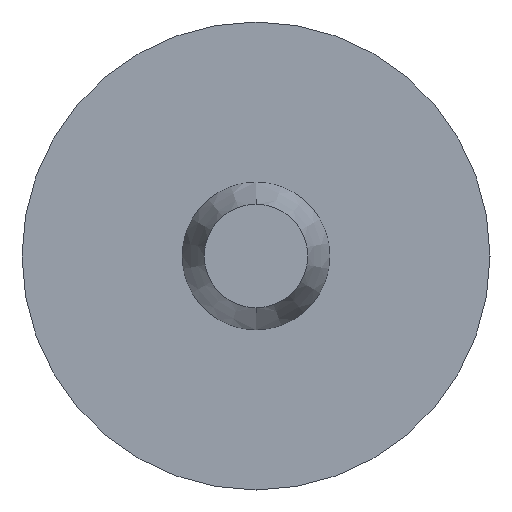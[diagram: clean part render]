
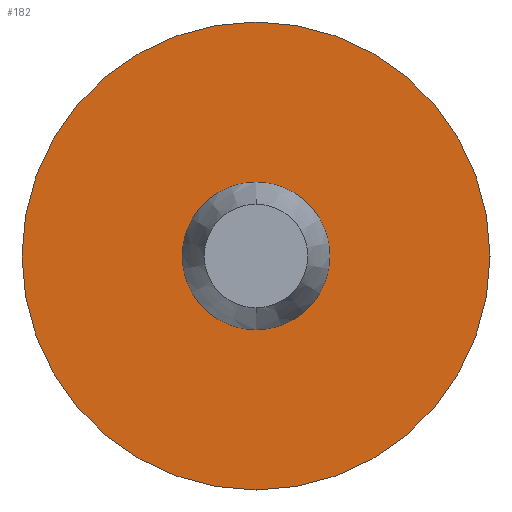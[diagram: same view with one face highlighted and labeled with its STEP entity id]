
A CAD part, front view. The second image highlights one B-rep face of the part: STEP entity #182.
In plain terms, the highlighted planar face has unit normal (0, -1, 0).
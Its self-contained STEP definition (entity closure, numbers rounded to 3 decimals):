
#5 = DIRECTION ( 'NONE',  ( 0., -1., 0. ) ) ;
#7 = AXIS2_PLACEMENT_3D ( 'NONE', #284, #98, #147 ) ;
#16 = EDGE_LOOP ( 'NONE', ( #137, #278 ) ) ;
#29 = DIRECTION ( 'NONE',  ( 0., 0., -1. ) ) ;
#54 = CIRCLE ( 'NONE', #76, 2.1 ) ;
#57 = ORIENTED_EDGE ( 'NONE', *, *, #245, .T. ) ;
#70 = AXIS2_PLACEMENT_3D ( 'NONE', #237, #71, #167 ) ;
#71 = DIRECTION ( 'NONE',  ( 0., -1., 0. ) ) ;
#75 = PLANE ( 'NONE',  #7 ) ;
#76 = AXIS2_PLACEMENT_3D ( 'NONE', #247, #139, #183 ) ;
#80 = VERTEX_POINT ( 'NONE', #160 ) ;
#95 = EDGE_CURVE ( 'NONE', #177, #158, #54, .T. ) ;
#96 = AXIS2_PLACEMENT_3D ( 'NONE', #172, #5, #29 ) ;
#98 = DIRECTION ( 'NONE',  ( 0., 1., 0. ) ) ;
#127 = FACE_BOUND ( 'NONE', #16, .T. ) ;
#137 = ORIENTED_EDGE ( 'NONE', *, *, #95, .F. ) ;
#139 = DIRECTION ( 'NONE',  ( 0., -1., 0. ) ) ;
#147 = DIRECTION ( 'NONE',  ( 0., 0., 1. ) ) ;
#149 = CARTESIAN_POINT ( 'NONE',  ( 0., 5., -9.5 ) ) ;
#151 = VERTEX_POINT ( 'NONE', #149 ) ;
#156 = CIRCLE ( 'NONE', #96, 9.5 ) ;
#158 = VERTEX_POINT ( 'NONE', #190 ) ;
#160 = CARTESIAN_POINT ( 'NONE',  ( 0., 5., 9.5 ) ) ;
#167 = DIRECTION ( 'NONE',  ( 0., 0., -1. ) ) ;
#168 = FACE_OUTER_BOUND ( 'NONE', #221, .T. ) ;
#172 = CARTESIAN_POINT ( 'NONE',  ( 0., 5., 0. ) ) ;
#177 = VERTEX_POINT ( 'NONE', #187 ) ;
#182 = ADVANCED_FACE ( 'NONE', ( #127, #168 ), #75, .F. ) ;
#183 = DIRECTION ( 'NONE',  ( 0., 0., -1. ) ) ;
#187 = CARTESIAN_POINT ( 'NONE',  ( 0., 5., -2.1 ) ) ;
#188 = CARTESIAN_POINT ( 'NONE',  ( 0., 5., 0. ) ) ;
#190 = CARTESIAN_POINT ( 'NONE',  ( 0., 5., 2.1 ) ) ;
#203 = EDGE_CURVE ( 'NONE', #151, #80, #216, .T. ) ;
#215 = EDGE_CURVE ( 'NONE', #158, #177, #287, .T. ) ;
#216 = CIRCLE ( 'NONE', #70, 9.5 ) ;
#221 = EDGE_LOOP ( 'NONE', ( #297, #57 ) ) ;
#227 = AXIS2_PLACEMENT_3D ( 'NONE', #188, #256, #259 ) ;
#237 = CARTESIAN_POINT ( 'NONE',  ( 0., 5., 0. ) ) ;
#245 = EDGE_CURVE ( 'NONE', #80, #151, #156, .T. ) ;
#247 = CARTESIAN_POINT ( 'NONE',  ( 0., 5., 0. ) ) ;
#256 = DIRECTION ( 'NONE',  ( 0., -1., 0. ) ) ;
#259 = DIRECTION ( 'NONE',  ( 0., 0., -1. ) ) ;
#278 = ORIENTED_EDGE ( 'NONE', *, *, #215, .F. ) ;
#284 = CARTESIAN_POINT ( 'NONE',  ( -2.1, 5., 0. ) ) ;
#287 = CIRCLE ( 'NONE', #227, 2.1 ) ;
#297 = ORIENTED_EDGE ( 'NONE', *, *, #203, .T. ) ;
